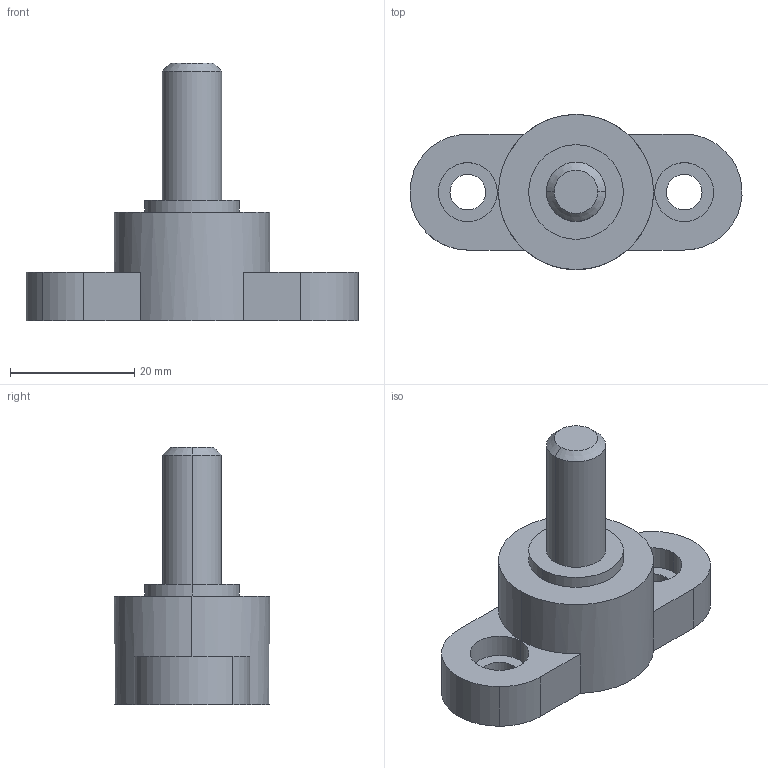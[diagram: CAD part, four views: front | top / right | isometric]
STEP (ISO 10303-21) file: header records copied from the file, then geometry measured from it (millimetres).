
FILE_DESCRIPTION((''),'2;1');
FILE_NAME('Ground Terminal.stp','2004-01-20T10:12:43',('t8558es'),(''),'Autodesk Inventor (tm) 5.0','Autodesk Inventor (tm) 5.0','');
FILE_SCHEMA(('CONFIG_CONTROL_DESIGN'));
Length unit declared in the file: inch
Products named in the file (3): Ground Terminal; Ground Terminal Base; Ground Terminal Stud
Assembly tree (2 placements, depth 2):
  Ground Terminal
    Ground Terminal Base
    Ground Terminal Stud
Bounding box: 53.47 x 25 x 41.5 mm (x, y, z)
Volume: 13681.1 mm3; surface area: 5138.6 mm2
Topology: 2 solids, 2 shells, 33 faces, 76 edges, 50 vertices
Faces by surface type: plane 11, cylinder 10, bspline 10, cone 2
Entity records: 1437 total; most frequent: CARTESIAN_POINT 306, DIRECTION 174, ORIENTED_EDGE 152, EDGE_CURVE 76, AXIS2_PLACEMENT_3D 70, VERTEX_POINT 50, CIRCLE 42, EDGE_LOOP 40
